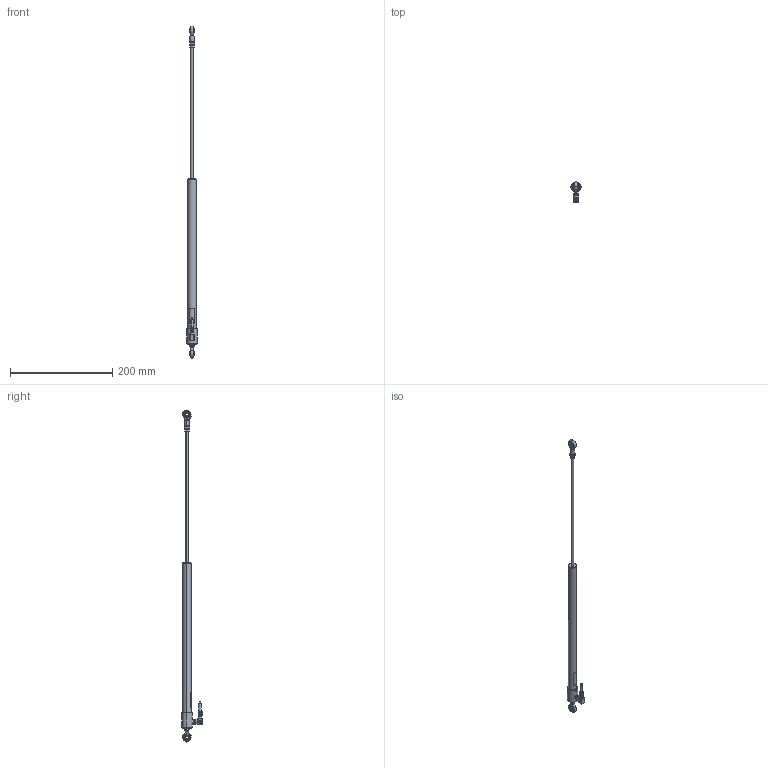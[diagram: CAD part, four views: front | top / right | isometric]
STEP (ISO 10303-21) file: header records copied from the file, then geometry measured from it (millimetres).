
FILE_DESCRIPTION (( 'STEP AP214' ), '1' );
FILE_NAME ('TX2_0250_Stecker_aus.STEP', '2011-01-17T14:52:38', ( 'novotechnik' ), ( 'novotechnik' ), 'SwSTEP 2.0', 'SolidWorks 2010', '' );
FILE_SCHEMA (( 'AUTOMOTIVE_DESIGN' ));
Length unit declared in the file: millimetre
Products named in the file (1): TX2_0250_Stecker_aus
Bounding box: 20 x 39.8 x 650.37 mm (x, y, z)
Surface area: 26858.9 mm2 (no closed solid volume)
Topology: 0 solids, 17 shells, 366 faces, 1146 edges, 742 vertices
Faces by surface type: cylinder 135, plane 118, torus 48, cone 41, bspline 20, sphere 4
Entity records: 17516 total; most frequent: CARTESIAN_POINT 3879, DIRECTION 2040, ORIENTED_EDGE 1813, EDGE_CURVE 1128, AXIS2_PLACEMENT_3D 815, VERTEX_POINT 736, CIRCLE 468, VECTOR 410
